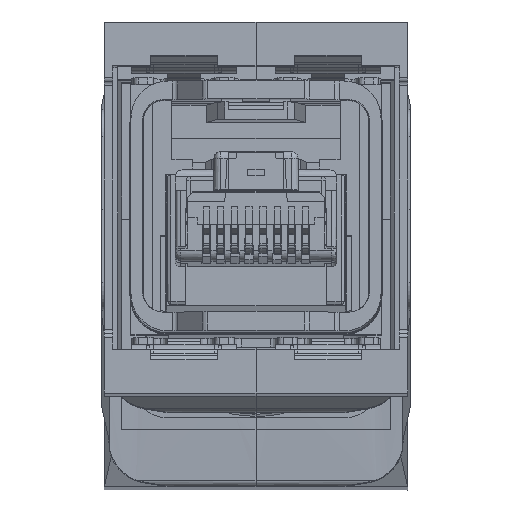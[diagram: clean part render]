
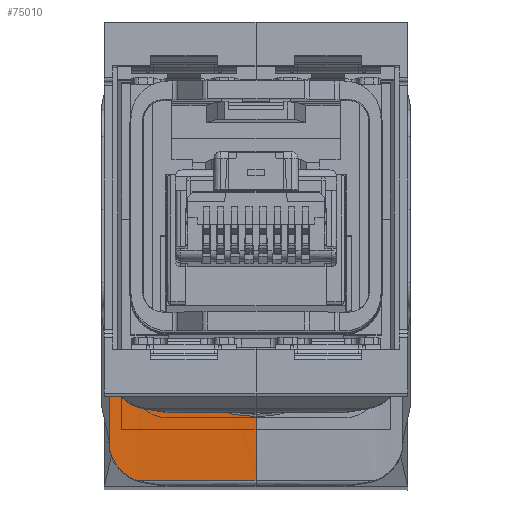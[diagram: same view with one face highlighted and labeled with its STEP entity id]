
A CAD part, top view. The second image highlights one B-rep face of the part: STEP entity #75010.
In plain terms, the highlighted cylindrical face has radius 200 mm (diameter 400 mm), a partial arc.
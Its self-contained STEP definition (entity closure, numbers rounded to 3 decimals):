
#73923=AXIS2_PLACEMENT_3D('Circle Axis2P3D',#73921,#73922,$) ;
#74215=AXIS2_PLACEMENT_3D('Circle Axis2P3D',#74213,#74214,$) ;
#74943=AXIS2_PLACEMENT_3D('Cylinder Axis2P3D',#74940,#74941,#74942) ;
#74947=AXIS2_PLACEMENT_3D('Circle Axis2P3D',#74945,#74946,$) ;
#74956=AXIS2_PLACEMENT_3D('Circle Axis2P3D',#74954,#74955,$) ;
#73918=CARTESIAN_POINT('Vertex',(11.15,5.249,56.079)) ;
#73921=CARTESIAN_POINT('Axis2P3D Location',(11.15,9.675,-143.872)) ;
#73925=CARTESIAN_POINT('Vertex',(11.15,0.66,55.925)) ;
#74210=CARTESIAN_POINT('Vertex',(11.15,27.721,55.312)) ;
#74213=CARTESIAN_POINT('Axis2P3D Location',(11.15,9.675,-143.872)) ;
#74217=CARTESIAN_POINT('Vertex',(11.15,23.144,55.674)) ;
#74894=CARTESIAN_POINT('Line Origine',(5.575,0.66,55.925)) ;
#74898=CARTESIAN_POINT('Vertex',(2.49,0.66,55.925)) ;
#74940=CARTESIAN_POINT('Axis2P3D Location',(5.575,9.675,-143.872)) ;
#74945=CARTESIAN_POINT('Axis2P3D Location',(0.6,9.675,-143.872)) ;
#74949=CARTESIAN_POINT('Vertex',(0.6,25.554,55.496)) ;
#74951=CARTESIAN_POINT('Vertex',(0.6,14.201,56.077)) ;
#74954=CARTESIAN_POINT('Axis2P3D Location',(0.6,9.675,-143.872)) ;
#74958=CARTESIAN_POINT('Vertex',(0.6,2.834,56.011)) ;
#74962=CARTESIAN_POINT('Control Point',(2.49,0.66,55.925)) ;
#74963=CARTESIAN_POINT('Control Point',(1.785,0.921,55.936)) ;
#74964=CARTESIAN_POINT('Control Point',(1.167,1.419,55.958)) ;
#74965=CARTESIAN_POINT('Control Point',(0.761,2.1,55.986)) ;
#74966=CARTESIAN_POINT('Control Point',(0.6,2.834,56.011)) ;
#74969=CARTESIAN_POINT('Control Point',(11.15,5.249,56.079)) ;
#74970=CARTESIAN_POINT('Control Point',(9.391,5.249,56.079)) ;
#74971=CARTESIAN_POINT('Control Point',(7.632,5.681,56.088)) ;
#74972=CARTESIAN_POINT('Control Point',(6.015,6.547,56.108)) ;
#74973=CARTESIAN_POINT('Control Point',(3.936,8.453,56.133)) ;
#74974=CARTESIAN_POINT('Control Point',(2.728,10.94,56.127)) ;
#74975=CARTESIAN_POINT('Control Point',(2.421,11.884,56.119)) ;
#74976=CARTESIAN_POINT('Control Point',(1.918,14.699,56.078)) ;
#74977=CARTESIAN_POINT('Control Point',(2.536,17.559,55.986)) ;
#74978=CARTESIAN_POINT('Control Point',(3.427,19.282,55.905)) ;
#74979=CARTESIAN_POINT('Control Point',(5.439,21.477,55.783)) ;
#74980=CARTESIAN_POINT('Control Point',(8.084,22.699,55.704)) ;
#74981=CARTESIAN_POINT('Control Point',(9.087,22.996,55.684)) ;
#74982=CARTESIAN_POINT('Control Point',(10.118,23.144,55.674)) ;
#74983=CARTESIAN_POINT('Control Point',(11.15,23.144,55.674)) ;
#74985=CARTESIAN_POINT('Line Origine',(5.575,27.721,55.312)) ;
#74989=CARTESIAN_POINT('Vertex',(2.49,27.721,55.312)) ;
#74993=CARTESIAN_POINT('Control Point',(2.49,27.721,55.312)) ;
#74994=CARTESIAN_POINT('Control Point',(1.785,27.461,55.335)) ;
#74995=CARTESIAN_POINT('Control Point',(1.167,26.965,55.38)) ;
#74996=CARTESIAN_POINT('Control Point',(0.761,26.286,55.438)) ;
#74997=CARTESIAN_POINT('Control Point',(0.6,25.554,55.496)) ;
#73922=DIRECTION('Axis2P3D Direction',(-1.,0.,0.)) ;
#74214=DIRECTION('Axis2P3D Direction',(-1.,0.,0.)) ;
#74895=DIRECTION('Vector Direction',(-1.,0.,0.)) ;
#74941=DIRECTION('Axis2P3D Direction',(-1.,0.,0.)) ;
#74942=DIRECTION('Axis2P3D XDirection',(0.,-0.045,0.999)) ;
#74946=DIRECTION('Axis2P3D Direction',(-1.,0.,0.)) ;
#74955=DIRECTION('Axis2P3D Direction',(-1.,0.,0.)) ;
#74986=DIRECTION('Vector Direction',(-1.,0.,0.)) ;
#74896=VECTOR('Line Direction',#74895,1.) ;
#74987=VECTOR('Line Direction',#74986,1.) ;
#75000=ORIENTED_EDGE('',*,*,#74953,.T.) ;
#75001=ORIENTED_EDGE('',*,*,#74960,.T.) ;
#75002=ORIENTED_EDGE('',*,*,#74967,.F.) ;
#75003=ORIENTED_EDGE('',*,*,#74900,.F.) ;
#75004=ORIENTED_EDGE('',*,*,#73927,.T.) ;
#75005=ORIENTED_EDGE('',*,*,#74984,.T.) ;
#75006=ORIENTED_EDGE('',*,*,#74219,.T.) ;
#75007=ORIENTED_EDGE('',*,*,#74991,.T.) ;
#75008=ORIENTED_EDGE('',*,*,#74998,.T.) ;
#75010=ADVANCED_FACE('Hauptk\X2\00F6\X0\rper',(#75009),#74944,.T.) ;
#74961=B_SPLINE_CURVE_WITH_KNOTS('',4,(#74962,#74963,#74964,#74965,#74966),.UNSPECIFIED.,.F.,.U.,(5,5),(0.,4.25),.UNSPECIFIED.) ;
#74968=B_SPLINE_CURVE_WITH_KNOTS('',5,(#74969,#74970,#74971,#74972,#74973,#74974,#74975,#74976,#74977,#74978,#74979,#74980,#74981,#74982,#74983),.UNSPECIFIED.,.F.,.U.,(6,3,3,3,6),(0.,12.439,19.368,32.474,39.768),.UNSPECIFIED.) ;
#74992=B_SPLINE_CURVE_WITH_KNOTS('',4,(#74993,#74994,#74995,#74996,#74997),.UNSPECIFIED.,.F.,.U.,(5,5),(0.,4.25),.UNSPECIFIED.) ;
#73924=CIRCLE('generated circle',#73923,200.) ;
#74216=CIRCLE('generated circle',#74215,200.) ;
#74948=CIRCLE('generated circle',#74947,200.) ;
#74957=CIRCLE('generated circle',#74956,200.) ;
#74944=CYLINDRICAL_SURFACE('generated cylinder',#74943,200.) ;
#73927=EDGE_CURVE('',#73926,#73919,#73924,.T.) ;
#74219=EDGE_CURVE('',#74218,#74211,#74216,.T.) ;
#74900=EDGE_CURVE('',#73926,#74899,#74897,.T.) ;
#74953=EDGE_CURVE('',#74950,#74952,#74948,.F.) ;
#74960=EDGE_CURVE('',#74952,#74959,#74957,.F.) ;
#74967=EDGE_CURVE('',#74899,#74959,#74961,.T.) ;
#74984=EDGE_CURVE('',#73919,#74218,#74968,.T.) ;
#74991=EDGE_CURVE('',#74211,#74990,#74988,.T.) ;
#74998=EDGE_CURVE('',#74990,#74950,#74992,.T.) ;
#74999=EDGE_LOOP('',(#75000,#75001,#75002,#75003,#75004,#75005,#75006,#75007,#75008)) ;
#75009=FACE_OUTER_BOUND('',#74999,.T.) ;
#74897=LINE('Line',#74894,#74896) ;
#74988=LINE('Line',#74985,#74987) ;
#73919=VERTEX_POINT('',#73918) ;
#73926=VERTEX_POINT('',#73925) ;
#74211=VERTEX_POINT('',#74210) ;
#74218=VERTEX_POINT('',#74217) ;
#74899=VERTEX_POINT('',#74898) ;
#74950=VERTEX_POINT('',#74949) ;
#74952=VERTEX_POINT('',#74951) ;
#74959=VERTEX_POINT('',#74958) ;
#74990=VERTEX_POINT('',#74989) ;
